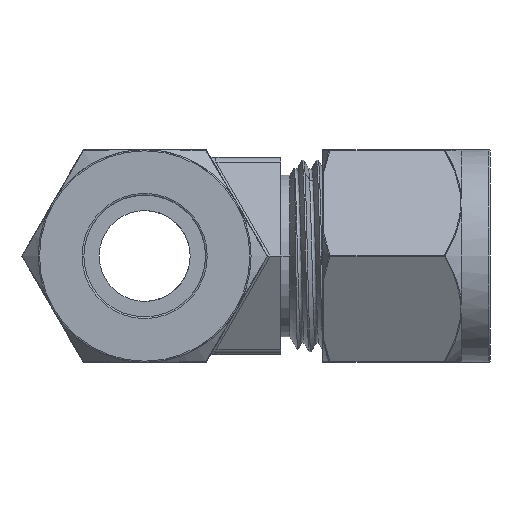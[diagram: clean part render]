
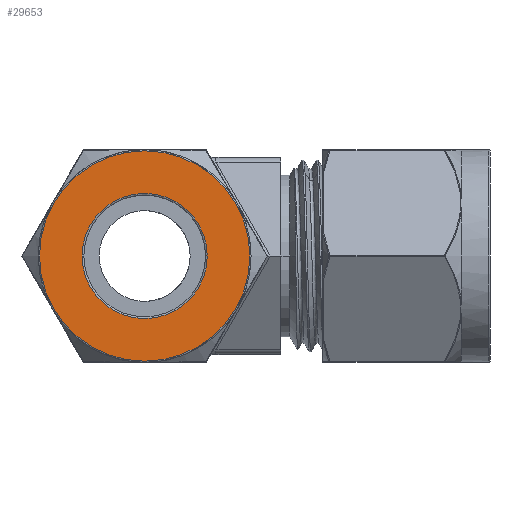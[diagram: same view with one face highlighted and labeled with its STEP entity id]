
A CAD part, left-side view. The second image highlights one B-rep face of the part: STEP entity #29653.
In plain terms, the highlighted face is planar.
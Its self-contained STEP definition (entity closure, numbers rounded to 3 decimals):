
#26434=CARTESIAN_POINT('',(0.,0.,0.));
#26435=DIRECTION('',(-1.,0.,0.));
#26436=DIRECTION('',(0.,1.,0.));
#26437=AXIS2_PLACEMENT_3D('',#26434,#26435,#26436);
#26439=CARTESIAN_POINT('',(0.,0.,0.));
#26440=DIRECTION('',(-1.,0.,0.));
#26441=DIRECTION('',(0.,-1.,0.));
#26442=AXIS2_PLACEMENT_3D('',#26439,#26440,#26441);
#26444=CARTESIAN_POINT('',(0.,0.,0.));
#26445=DIRECTION('',(1.,0.,0.));
#26446=DIRECTION('',(0.,0.,-1.));
#26447=AXIS2_PLACEMENT_3D('',#26444,#26445,#26446);
#26449=CARTESIAN_POINT('',(0.,0.,0.));
#26450=DIRECTION('',(1.,0.,0.));
#26451=DIRECTION('',(0.,0.,1.));
#26452=AXIS2_PLACEMENT_3D('',#26449,#26450,#26451);
#29465=CARTESIAN_POINT('',(0.,6.538,0.));
#29466=CARTESIAN_POINT('',(0.,-6.538,0.));
#29467=VERTEX_POINT('',#29465);
#29468=VERTEX_POINT('',#29466);
#29625=CARTESIAN_POINT('',(0.,0.,-10.985));
#29626=CARTESIAN_POINT('',(0.,0.,10.985));
#29627=VERTEX_POINT('',#29625);
#29628=VERTEX_POINT('',#29626);
#29636=CARTESIAN_POINT('',(0.,0.,0.));
#29637=DIRECTION('',(1.,0.,0.));
#29638=DIRECTION('',(0.,-1.,0.));
#29639=AXIS2_PLACEMENT_3D('',#29636,#29637,#29638);
#29640=PLANE('',#29639);
#29642=ORIENTED_EDGE('',*,*,#29641,.F.);
#29644=ORIENTED_EDGE('',*,*,#29643,.F.);
#29645=EDGE_LOOP('',(#29642,#29644));
#29646=FACE_OUTER_BOUND('',#29645,.F.);
#29648=ORIENTED_EDGE('',*,*,#29647,.F.);
#29650=ORIENTED_EDGE('',*,*,#29649,.F.);
#29651=EDGE_LOOP('',(#29648,#29650));
#29652=FACE_BOUND('',#29651,.F.);
#26438=CIRCLE('',#26437,6.538);
#26443=CIRCLE('',#26442,6.538);
#26448=CIRCLE('',#26447,10.985);
#26453=CIRCLE('',#26452,10.985);
#29641=EDGE_CURVE('',#29627,#29628,#26448,.T.);
#29643=EDGE_CURVE('',#29628,#29627,#26453,.T.);
#29647=EDGE_CURVE('',#29467,#29468,#26438,.T.);
#29649=EDGE_CURVE('',#29468,#29467,#26443,.T.);
#29653=ADVANCED_FACE('',(#29646,#29652),#29640,.T.);
